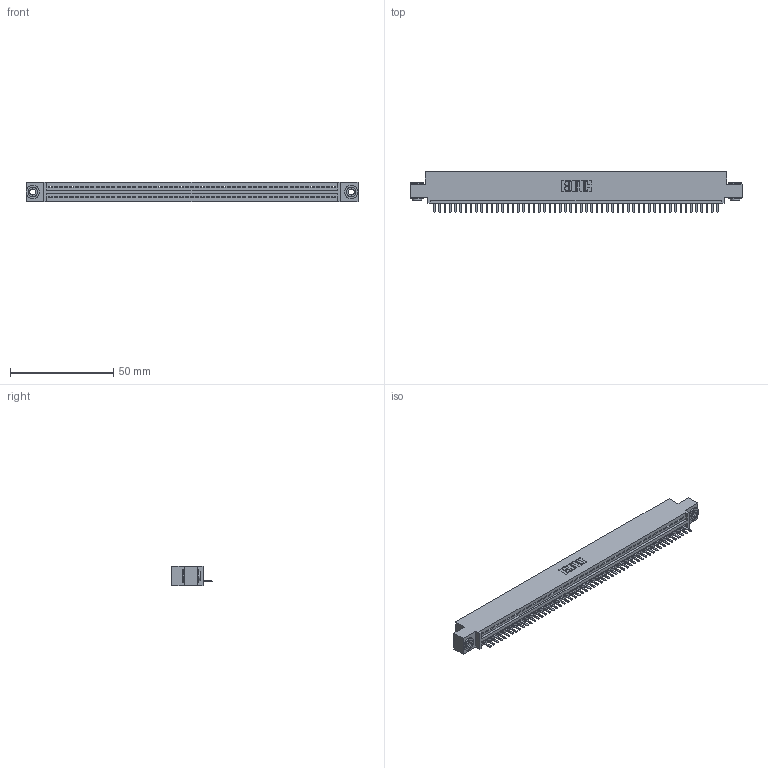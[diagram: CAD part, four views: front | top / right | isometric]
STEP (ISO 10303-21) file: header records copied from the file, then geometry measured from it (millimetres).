
FILE_DESCRIPTION (( 'STEP AP203' ), '1' );
FILE_NAME ('395-055-520-403.STEP', '2019-10-23T19:09:15', ( '' ), ( '' ), 'SwSTEP 2.0', 'SolidWorks 2016', '' );
FILE_SCHEMA (( 'CONFIG_CONTROL_DESIGN' ));
Length unit declared in the file: inch
Products named in the file (4): 345-250-002_345-250-002-102; 345-292-001_345-293-120; 345 Part_0.110 Offset - 0.156 Dia-TH; 395-055-520-403
Assembly tree (58 placements, depth 2):
  395-055-520-403
    345 Part_0.110 Offset - 0.156 Dia-TH
    345-292-001_345-293-120  x55
    345-250-002_345-250-002-102  x2
Bounding box: 160.91 x 19.68 x 9.4 mm (x, y, z)
Volume: 15177.6 mm3; surface area: 20125.2 mm2
Topology: 58 solids, 58 shells, 3578 faces, 10549 edges, 6882 vertices
Faces by surface type: plane 2404, cylinder 1166, cone 8
Entity records: 40540 total; most frequent: CARTESIAN_POINT 7012, ORIENTED_EDGE 6982, DIRECTION 6123, EDGE_CURVE 3491, LINE 3111, VECTOR 3111, VERTEX_POINT 2322, AXIS2_PLACEMENT_3D 1506
